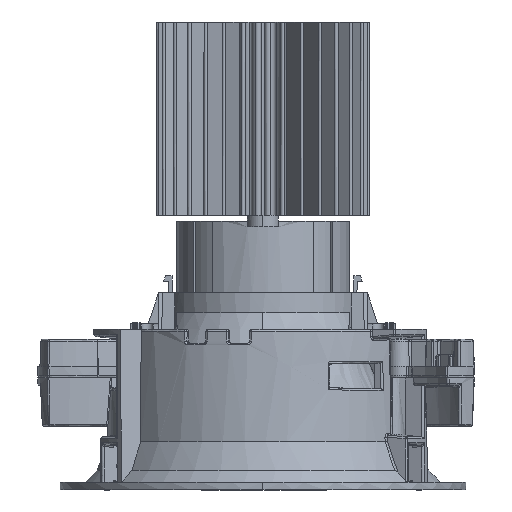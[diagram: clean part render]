
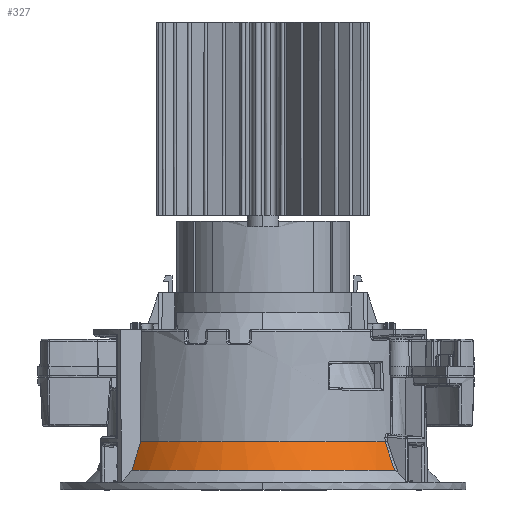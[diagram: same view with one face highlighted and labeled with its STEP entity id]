
A CAD part, left-side view. The second image highlights one B-rep face of the part: STEP entity #327.
In plain terms, the highlighted free-form (B-spline) face has degree [2, 1] with [9, 2] control points.
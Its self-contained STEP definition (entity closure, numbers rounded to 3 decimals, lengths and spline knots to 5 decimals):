
#327=ADVANCED_FACE('',(#2889),#37282,.T.);
#2889=FACE_OUTER_BOUND('',#5306,.T.);
#5306=EDGE_LOOP('',(#9468,#9469,#9470,#9471));
#9468=ORIENTED_EDGE('',*,*,#21051,.F.);
#9469=ORIENTED_EDGE('',*,*,#21068,.F.);
#9470=ORIENTED_EDGE('',*,*,#21561,.T.);
#9471=ORIENTED_EDGE('',*,*,#20935,.F.);
#20935=EDGE_CURVE('',#33193,#33194,#29749,.T.);
#21051=EDGE_CURVE('',#33263,#33193,#26792,.T.);
#21068=EDGE_CURVE('',#33274,#33263,#29775,.T.);
#21561=EDGE_CURVE('',#33274,#33194,#29944,.T.);
#26792=B_SPLINE_CURVE_WITH_KNOTS('',3,(#59090,#59091,#59092,#59093),
 .UNSPECIFIED.,.F.,.F.,(4,4),(-1.,0.),.UNSPECIFIED.);
#29749=(
BOUNDED_CURVE()
B_SPLINE_CURVE(2,(#58781,#58782,#58783,#58784,#58785),.UNSPECIFIED.,.F.,
 .F.)
B_SPLINE_CURVE_WITH_KNOTS((3,2,3),(-0.07265,-0.03633,
0.),.UNSPECIFIED.)
CURVE()
GEOMETRIC_REPRESENTATION_ITEM()
RATIONAL_B_SPLINE_CURVE((1.,0.9,1.,0.9,1.))
REPRESENTATION_ITEM('')
);
#29775=(
BOUNDED_CURVE()
B_SPLINE_CURVE(2,(#59149,#59150,#59151,#59152,#59153),.UNSPECIFIED.,.F.,
 .F.)
B_SPLINE_CURVE_WITH_KNOTS((3,2,3),(0.,0.0392,0.0784),
 .UNSPECIFIED.)
CURVE()
GEOMETRIC_REPRESENTATION_ITEM()
RATIONAL_B_SPLINE_CURVE((1.,0.898,1.,0.898,1.))
REPRESENTATION_ITEM('')
);
#29944=(
BOUNDED_CURVE()
B_SPLINE_CURVE(3,(#60700,#60701,#60702,#60703),.UNSPECIFIED.,.F.,.F.)
B_SPLINE_CURVE_WITH_KNOTS((4,4),(0.,0.0079),.UNSPECIFIED.)
CURVE()
GEOMETRIC_REPRESENTATION_ITEM()
RATIONAL_B_SPLINE_CURVE((1.,1.,1.,1.))
REPRESENTATION_ITEM('')
);
#33193=VERTEX_POINT('',#53770);
#33194=VERTEX_POINT('',#53771);
#33263=VERTEX_POINT('',#53840);
#33274=VERTEX_POINT('',#53851);
#37282=(
BOUNDED_SURFACE()
B_SPLINE_SURFACE(2,1,((#43904,#43905),(#43906,#43907),(#43908,#43909),(#43910,
#43911),(#43912,#43913),(#43914,#43915),(#43916,#43917),(#43918,#43919),
(#43920,#43921)),.UNSPECIFIED.,.T.,.F.,.F.)
B_SPLINE_SURFACE_WITH_KNOTS((3,2,2,2,3),(2,2),(0.,0.0749,0.1498,
0.2247,0.29959),(0.,0.13941),
 .UNSPECIFIED.)
GEOMETRIC_REPRESENTATION_ITEM()
RATIONAL_B_SPLINE_SURFACE(((1.,1.),(0.707,0.707),
(1.,1.),(0.707,0.707),(1.,1.),(0.707,
0.707),(1.,1.),(0.707,0.707),(1.,1.)))
REPRESENTATION_ITEM('')
SURFACE()
);
#43904=CARTESIAN_POINT('',(0.,0.,0.12308));
#43905=CARTESIAN_POINT('',(0.02384,-0.04129,-0.00793));
#43906=CARTESIAN_POINT('',(0.,0.,0.12308));
#43907=CARTESIAN_POINT('',(-0.01745,-0.06513,-0.00793));
#43908=CARTESIAN_POINT('',(0.,0.,0.12308));
#43909=CARTESIAN_POINT('',(-0.04129,-0.02384,-0.00793));
#43910=CARTESIAN_POINT('',(0.,0.,0.12308));
#43911=CARTESIAN_POINT('',(-0.06513,0.01745,-0.00793));
#43912=CARTESIAN_POINT('',(0.,0.,0.12308));
#43913=CARTESIAN_POINT('',(-0.02384,0.04129,-0.00793));
#43914=CARTESIAN_POINT('',(0.,0.,0.12308));
#43915=CARTESIAN_POINT('',(0.01745,0.06513,-0.00793));
#43916=CARTESIAN_POINT('',(0.,0.,0.12308));
#43917=CARTESIAN_POINT('',(0.04129,0.02384,-0.00793));
#43918=CARTESIAN_POINT('',(0.,0.,0.12308));
#43919=CARTESIAN_POINT('',(0.06513,-0.01745,-0.00793));
#43920=CARTESIAN_POINT('',(0.,0.,0.12308));
#43921=CARTESIAN_POINT('',(0.02384,-0.04129,-0.00793));
#53770=CARTESIAN_POINT('',(-0.02491,0.03163,0.01248));
#53771=CARTESIAN_POINT('',(-0.02499,-0.03156,0.01248));
#53840=CARTESIAN_POINT('',(-0.02637,0.0339,0.00508));
#53851=CARTESIAN_POINT('',(-0.02617,-0.03406,0.00508));
#58781=CARTESIAN_POINT('',(-0.02491,0.03163,0.01248));
#58782=CARTESIAN_POINT('',(-0.04023,0.01956,0.01248));
#58783=CARTESIAN_POINT('',(-0.04026,0.00005,0.01248));
#58784=CARTESIAN_POINT('',(-0.04028,-0.01945,0.01248));
#58785=CARTESIAN_POINT('',(-0.02499,-0.03156,0.01248));
#59090=CARTESIAN_POINT('',(-0.02637,0.0339,0.00508));
#59091=CARTESIAN_POINT('',(-0.02588,0.03314,0.00754));
#59092=CARTESIAN_POINT('',(-0.02539,0.03239,0.01001));
#59093=CARTESIAN_POINT('',(-0.02491,0.03163,0.01248));
#59149=CARTESIAN_POINT('',(-0.02617,-0.03406,0.00508));
#59150=CARTESIAN_POINT('',(-0.04289,-0.02121,0.00508));
#59151=CARTESIAN_POINT('',(-0.04295,-0.00013,0.00508));
#59152=CARTESIAN_POINT('',(-0.04301,0.02096,0.00508));
#59153=CARTESIAN_POINT('',(-0.02637,0.0339,0.00508));
#60700=CARTESIAN_POINT('',(-0.02617,-0.03406,0.00508));
#60701=CARTESIAN_POINT('',(-0.02577,-0.03323,0.00754));
#60702=CARTESIAN_POINT('',(-0.02538,-0.03239,0.01001));
#60703=CARTESIAN_POINT('',(-0.02499,-0.03156,0.01248));
